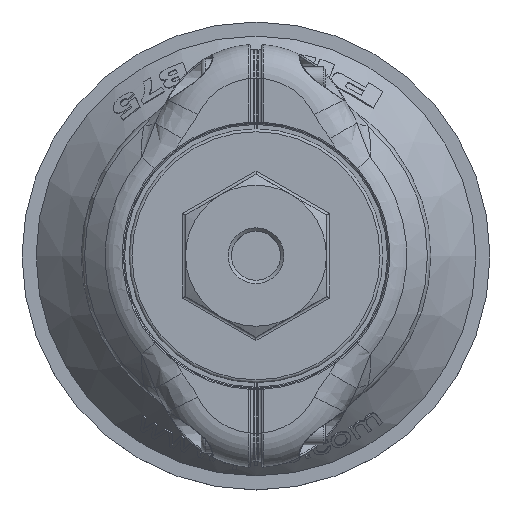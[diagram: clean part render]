
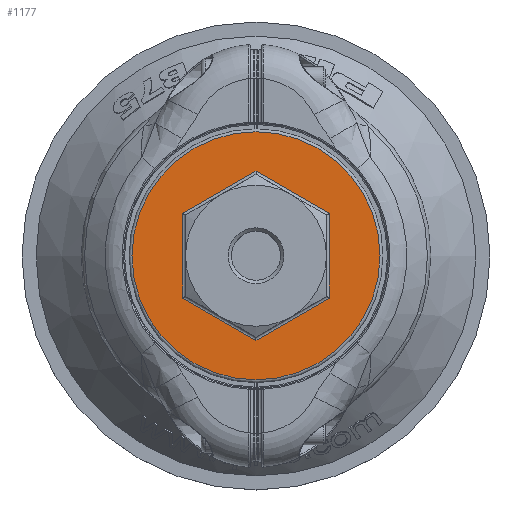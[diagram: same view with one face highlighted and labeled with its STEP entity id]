
A CAD part, top view. The second image highlights one B-rep face of the part: STEP entity #1177.
In plain terms, the highlighted planar face has unit normal (0, 0, 1).
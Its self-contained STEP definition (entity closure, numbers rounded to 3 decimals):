
#1177 = ADVANCED_FACE( '', ( #2413, #2414 ), #2415, .T. );
#2413 = FACE_BOUND( '', #11876, .T. );
#2414 = FACE_OUTER_BOUND( '', #11877, .T. );
#2415 = PLANE( '', #11878 );
#11876 = EDGE_LOOP( '', ( #18706, #18707, #18708, #18709, #18710, #18711 ) );
#11877 = EDGE_LOOP( '', ( #18712 ) );
#11878 = AXIS2_PLACEMENT_3D( '', #18713, #18714, #18715 );
#18706 = ORIENTED_EDGE( '', *, *, #22954, .T. );
#18707 = ORIENTED_EDGE( '', *, *, #23716, .T. );
#18708 = ORIENTED_EDGE( '', *, *, #23717, .T. );
#18709 = ORIENTED_EDGE( '', *, *, #23116, .T. );
#18710 = ORIENTED_EDGE( '', *, *, #23182, .T. );
#18711 = ORIENTED_EDGE( '', *, *, #23622, .T. );
#18712 = ORIENTED_EDGE( '', *, *, #23718, .T. );
#18713 = CARTESIAN_POINT( '', ( 0., 0., -7. ) );
#18714 = DIRECTION( '', ( 0., 0., 1. ) );
#18715 = DIRECTION( '', ( 1., 0., 0. ) );
#22954 = EDGE_CURVE( '', #26492, #26496, #26498, .F. );
#23116 = EDGE_CURVE( '', #26750, #26748, #26751, .F. );
#23182 = EDGE_CURVE( '', #26748, #26846, #26848, .F. );
#23622 = EDGE_CURVE( '', #26846, #26492, #27422, .F. );
#23716 = EDGE_CURVE( '', #26496, #27526, #27527, .F. );
#23717 = EDGE_CURVE( '', #27526, #26750, #27528, .F. );
#23718 = EDGE_CURVE( '', #27529, #27529, #27530, .T. );
#26492 = VERTEX_POINT( '', #30547 );
#26496 = VERTEX_POINT( '', #30552 );
#26498 = LINE( '', #30554, #30555 );
#26748 = VERTEX_POINT( '', #31522 );
#26750 = VERTEX_POINT( '', #31524 );
#26751 = LINE( '', #31525, #31526 );
#26846 = VERTEX_POINT( '', #32130 );
#26848 = LINE( '', #32132, #32133 );
#27422 = LINE( '', #34770, #34771 );
#27526 = VERTEX_POINT( '', #35371 );
#27527 = LINE( '', #35372, #35373 );
#27528 = LINE( '', #35374, #35375 );
#27529 = VERTEX_POINT( '', #35376 );
#27530 = CIRCLE( '', #35377, 22. );
#30547 = CARTESIAN_POINT( '', ( -15.011, 0., -7. ) );
#30552 = CARTESIAN_POINT( '', ( -7.506, 13., -7. ) );
#30554 = CARTESIAN_POINT( '', ( -7.65, 12.75, -7. ) );
#30555 = VECTOR( '', #38192, 1000. );
#31522 = CARTESIAN_POINT( '', ( 7.506, -13., -7. ) );
#31524 = CARTESIAN_POINT( '', ( 15.011, 0., -7. ) );
#31525 = CARTESIAN_POINT( '', ( 7.65, -12.75, -7. ) );
#31526 = VECTOR( '', #38431, 1000. );
#32130 = CARTESIAN_POINT( '', ( -7.506, -13., -7. ) );
#32132 = CARTESIAN_POINT( '', ( -7.217, -13., -7. ) );
#32133 = VECTOR( '', #38523, 1000. );
#34770 = CARTESIAN_POINT( '', ( -14.867, -0.25, -7. ) );
#34771 = VECTOR( '', #39071, 1000. );
#35371 = CARTESIAN_POINT( '', ( 7.506, 13., -7. ) );
#35372 = CARTESIAN_POINT( '', ( 7.217, 13., -7. ) );
#35373 = VECTOR( '', #39166, 1000. );
#35374 = CARTESIAN_POINT( '', ( 14.867, 0.25, -7. ) );
#35375 = VECTOR( '', #39167, 1000. );
#35376 = CARTESIAN_POINT( '', ( 22., 0., -7. ) );
#35377 = AXIS2_PLACEMENT_3D( '', #39168, #39169, #39170 );
#38192 = DIRECTION( '', ( -0.5, -0.866, 0. ) );
#38431 = DIRECTION( '', ( 0.5, 0.866, 0. ) );
#38523 = DIRECTION( '', ( 1., 0., 0. ) );
#39071 = DIRECTION( '', ( 0.5, -0.866, 0. ) );
#39166 = DIRECTION( '', ( -1., 0., 0. ) );
#39167 = DIRECTION( '', ( -0.5, 0.866, 0. ) );
#39168 = CARTESIAN_POINT( '', ( 0., 0., -7. ) );
#39169 = DIRECTION( '', ( 0., 0., 1. ) );
#39170 = DIRECTION( '', ( 1., 0., 0. ) );
